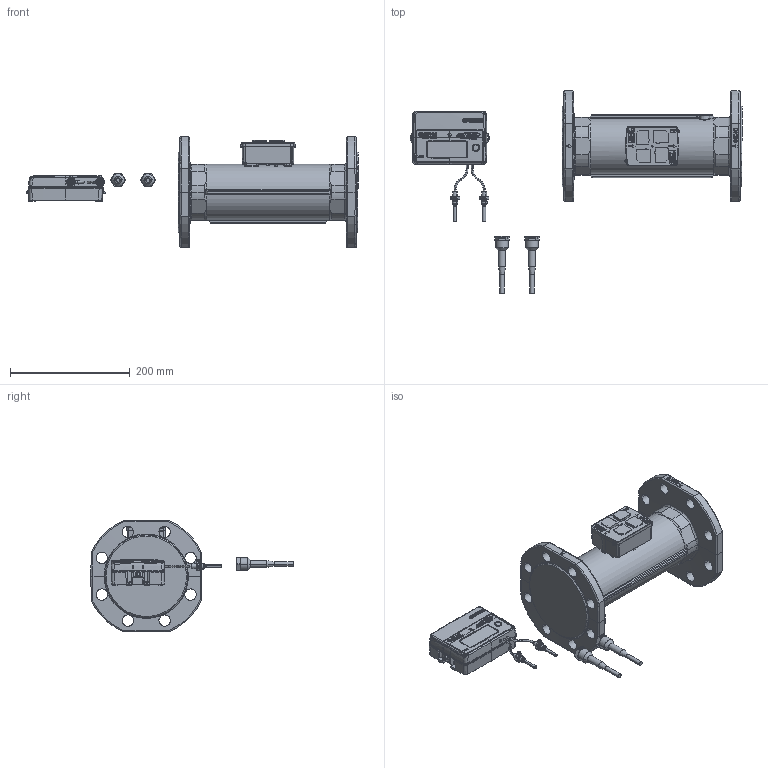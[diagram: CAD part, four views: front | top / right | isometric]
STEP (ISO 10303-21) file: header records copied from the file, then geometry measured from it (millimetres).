
FILE_DESCRIPTION(('CATIA V5 STEP Exchange','CAx-IF Rec.Pracs.--- Model Styling and Organization---1.4--- 2014-01-23','CAx-IF Rec.Pracs.---3D Tessellated Data Validation Properties---0.5---2014-09-14'),'2;1');
FILE_NAME('STEP_750711_-_TST.stp','2021-11-08T10:20:57+00:00',('none'),('none'),'CATIA Version 5-6 Release 2019 SP3','CATIA V5 STEP AP242 v1','none');
FILE_SCHEMA(('AP242_MANAGED_MODEL_BASED_3D_ENGINEERING_MIM_LF {1 0 10303 442 1 1 4}'));
Products named in the file (1): 750711 - TST
Bounding box: 553.63 x 337.5 x 185.8 mm (x, y, z)
Volume: 3467810.1 mm3; surface area: 291921.6 mm2
Topology: 5 solids, 64 shells, 3543 faces, 9667 edges, 6216 vertices
Faces by surface type: plane 1107, bspline 831, cylinder 726, torus 352, cone 255, extrusion 161, sphere 101, revolution 10
Entity records: 162671 total; most frequent: CARTESIAN_POINT 87235, ORIENTED_EDGE 18495, EDGE_CURVE 9567, DIRECTION 9116, VERTEX_POINT 6216, B_SPLINE_CURVE_WITH_KNOTS 4021, VECTOR 3782, EDGE_LOOP 3750
